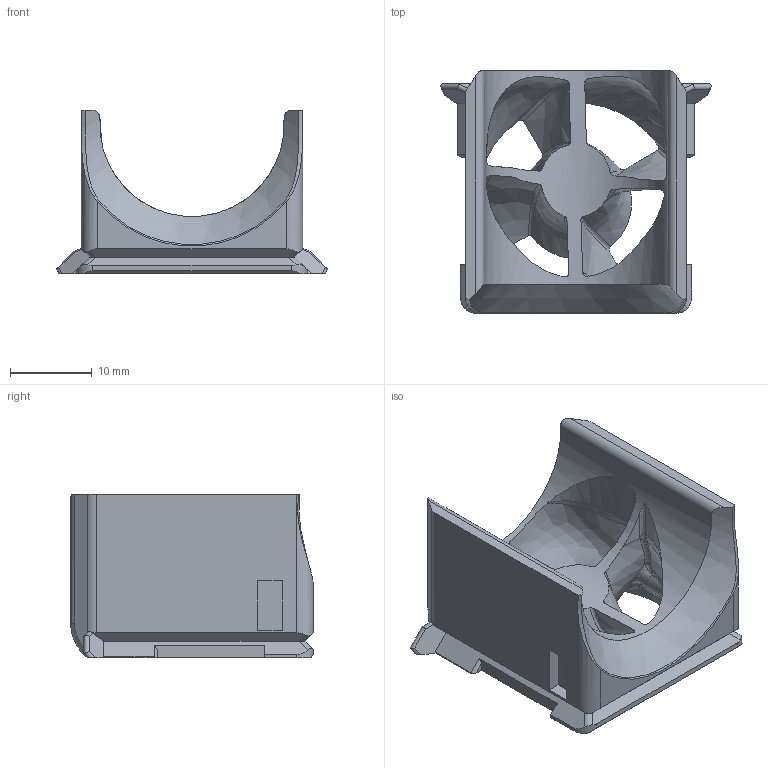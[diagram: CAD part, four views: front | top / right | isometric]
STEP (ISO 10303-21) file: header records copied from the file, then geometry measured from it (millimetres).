
FILE_DESCRIPTION(/* description */ ('STEP AP242','CAx-IF Rec.Pracs.---Representation and Presentation of Product Manufacturing Information (PMI)---4.0---2014-10-13','CAx-IF Rec.Pracs.---3D Tessellated Geometry---0.4---2014-09-14','2;1'),/* implementation_level */ '2;1');
FILE_NAME(/* name */ 'A4T HE Fan Duct -Rapido',/* time_stamp */ '2025-01-12T06:32:05Z',/* author */ (''),/* organization */ (''),/* preprocessor_version */ 'ST-DEVELOPER v20',/* originating_system */ 'ONSHAPE BY PTC INC, 1.192',/* authorisation */ ' ');
FILE_SCHEMA (('AP242_MANAGED_MODEL_BASED_3D_ENGINEERING_MIM_LF { 1 0 10303 442 1 1 4 }'));
Length unit declared in the file: millimetre
Products named in the file (2): A4T HE Fan Duct -Rapido; A4T HE Fan Duct - Rapido
Assembly tree (1 placements, depth 2):
  A4T HE Fan Duct -Rapido
    A4T HE Fan Duct - Rapido
Bounding box: 32.98 x 29.6 x 20 mm (x, y, z)
Volume: 5266.6 mm3; surface area: 4573.2 mm2
Topology: 1 solids, 1 shells, 138 faces, 388 edges, 247 vertices
Faces by surface type: bspline 63, plane 47, cylinder 26, cone 2
Entity records: 6083 total; most frequent: CARTESIAN_POINT 2993, ORIENTED_EDGE 764, DIRECTION 446, EDGE_CURVE 382, VERTEX_POINT 247, B_SPLINE_CURVE_WITH_KNOTS 163, AXIS2_PLACEMENT_3D 150, EDGE_LOOP 147
